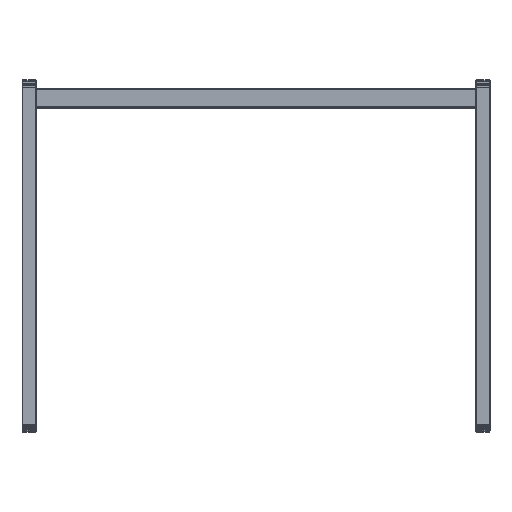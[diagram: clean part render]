
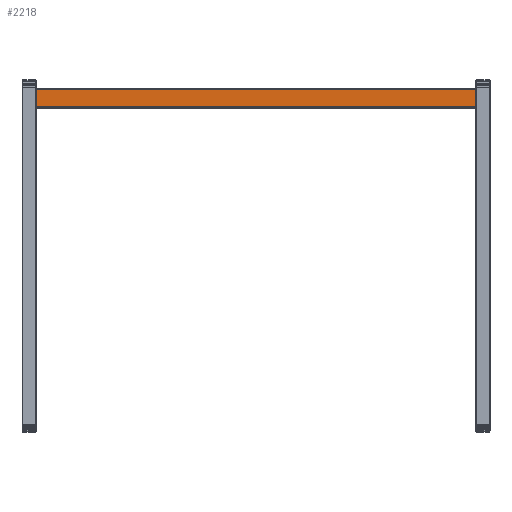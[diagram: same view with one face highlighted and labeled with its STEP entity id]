
A CAD part, top view. The second image highlights one B-rep face of the part: STEP entity #2218.
In plain terms, the highlighted face is planar.
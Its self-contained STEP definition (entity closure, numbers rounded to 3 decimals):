
#34 = VECTOR ( 'NONE', #3218, 1000. ) ;
#111 = DIRECTION ( 'NONE',  ( 0., -1., 0. ) ) ;
#279 = CARTESIAN_POINT ( 'NONE',  ( -10., 18.5, 470. ) ) ;
#287 = CARTESIAN_POINT ( 'NONE',  ( -10., -18.5, -470. ) ) ;
#408 = CARTESIAN_POINT ( 'NONE',  ( -10., 18.5, 470. ) ) ;
#537 = CARTESIAN_POINT ( 'NONE',  ( -10., -18.5, 470. ) ) ;
#545 = AXIS2_PLACEMENT_3D ( 'NONE', #408, #4313, #1864 ) ;
#1154 = VERTEX_POINT ( 'NONE', #1487 ) ;
#1276 = EDGE_LOOP ( 'NONE', ( #2834, #4271, #5065, #4973 ) ) ;
#1487 = CARTESIAN_POINT ( 'NONE',  ( -10., 18.5, -470. ) ) ;
#1864 = DIRECTION ( 'NONE',  ( 0., 0., -1. ) ) ;
#2141 = EDGE_CURVE ( 'NONE', #4041, #1154, #4856, .T. ) ;
#2185 = DIRECTION ( 'NONE',  ( 0., 0., -1. ) ) ;
#2218 = ADVANCED_FACE ( 'NONE', ( #3093 ), #3023, .F. ) ;
#2414 = CARTESIAN_POINT ( 'NONE',  ( -10., 18.5, 470. ) ) ;
#2834 = ORIENTED_EDGE ( 'NONE', *, *, #4395, .T. ) ;
#2908 = LINE ( 'NONE', #537, #3153 ) ;
#3023 = PLANE ( 'NONE',  #545 ) ;
#3065 = VERTEX_POINT ( 'NONE', #287 ) ;
#3093 = FACE_OUTER_BOUND ( 'NONE', #1276, .T. ) ;
#3142 = VERTEX_POINT ( 'NONE', #4248 ) ;
#3153 = VECTOR ( 'NONE', #4015, 1000. ) ;
#3218 = DIRECTION ( 'NONE',  ( 0., -1., 0. ) ) ;
#3627 = LINE ( 'NONE', #2414, #34 ) ;
#3931 = EDGE_CURVE ( 'NONE', #3142, #3065, #2908, .T. ) ;
#4005 = VECTOR ( 'NONE', #111, 1000. ) ;
#4015 = DIRECTION ( 'NONE',  ( 0., 0., -1. ) ) ;
#4041 = VERTEX_POINT ( 'NONE', #4250 ) ;
#4248 = CARTESIAN_POINT ( 'NONE',  ( -10., -18.5, 470. ) ) ;
#4250 = CARTESIAN_POINT ( 'NONE',  ( -10., 18.5, 470. ) ) ;
#4271 = ORIENTED_EDGE ( 'NONE', *, *, #3931, .F. ) ;
#4313 = DIRECTION ( 'NONE',  ( 1., 0., 0. ) ) ;
#4395 = EDGE_CURVE ( 'NONE', #1154, #3065, #4591, .T. ) ;
#4407 = VECTOR ( 'NONE', #2185, 1000. ) ;
#4591 = LINE ( 'NONE', #4797, #4005 ) ;
#4797 = CARTESIAN_POINT ( 'NONE',  ( -10., 18.5, -470. ) ) ;
#4856 = LINE ( 'NONE', #279, #4407 ) ;
#4938 = EDGE_CURVE ( 'NONE', #4041, #3142, #3627, .T. ) ;
#4973 = ORIENTED_EDGE ( 'NONE', *, *, #2141, .T. ) ;
#5065 = ORIENTED_EDGE ( 'NONE', *, *, #4938, .F. ) ;
